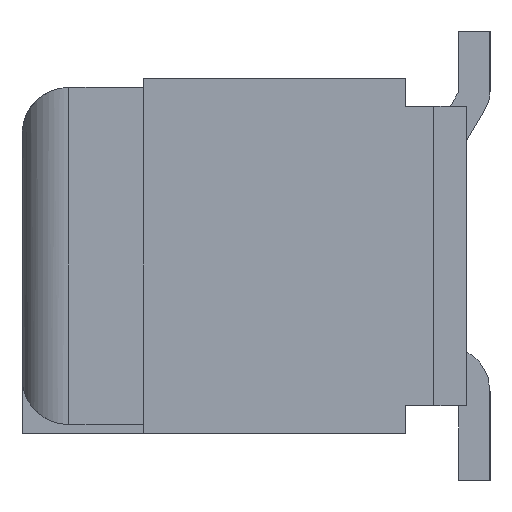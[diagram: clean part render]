
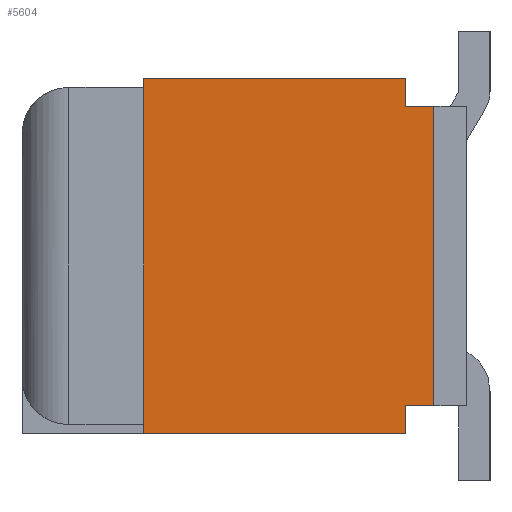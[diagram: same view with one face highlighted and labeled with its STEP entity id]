
A CAD part, left-side view. The second image highlights one B-rep face of the part: STEP entity #5604.
In plain terms, the highlighted planar face has unit normal (-1, 0, 0).
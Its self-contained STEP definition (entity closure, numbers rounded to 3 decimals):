
#2682=VERTEX_POINT('',#7906);
#2750=EDGE_CURVE('',#6110,#6872,#7984,.T.);
#2868=EDGE_CURVE('',#2682,#4984,#8112,.T.);
#3492=VERTEX_POINT('',#8780);
#3702=EDGE_CURVE('',#6872,#5266,#9004,.T.);
#4984=VERTEX_POINT('',#10383);
#5000=EDGE_CURVE('',#5598,#5648,#10401,.T.);
#5154=VERTEX_POINT('',#10570);
#5182=EDGE_CURVE('',#5756,#5154,#10600,.T.);
#5266=VERTEX_POINT('',#10691);
#5294=EDGE_CURVE('',#5756,#5598,#10721,.T.);
#5598=VERTEX_POINT('',#11051);
#5604=ADVANCED_FACE('',(#11057),#11058,.F.);
#5648=VERTEX_POINT('',#11111);
#5756=VERTEX_POINT('',#11228);
#6110=VERTEX_POINT('',#11618);
#6688=EDGE_CURVE('',#5266,#5154,#12254,.T.);
#6872=VERTEX_POINT('',#12454);
#7322=EDGE_CURVE('',#5648,#3492,#12938,.T.);
#7592=EDGE_CURVE('',#2682,#3492,#13230,.T.);
#7694=EDGE_CURVE('',#4984,#6110,#13353,.T.);
#7906=CARTESIAN_POINT('',(-7.5,0.9,-1.9));
#7984=LINE('',#13720,#13721);
#8112=LINE('',#13917,#13918);
#8780=CARTESIAN_POINT('',(-7.5,3.7,-1.9));
#9004=LINE('',#15251,#15252);
#10383=CARTESIAN_POINT('',(-7.5,0.9,-1.6));
#10401=LINE('',#17292,#17293);
#10570=CARTESIAN_POINT('',(-7.5,0.9,1.9));
#10600=LINE('',#17595,#17596);
#10691=CARTESIAN_POINT('',(-7.5,0.9,1.6));
#10721=LINE('',#17764,#17765);
#11051=CARTESIAN_POINT('',(-7.5,3.7,1.8));
#11057=FACE_OUTER_BOUND('',#18225,.T.);
#11058=PLANE('',#18226);
#11111=CARTESIAN_POINT('',(-7.5,3.7,-1.8));
#11228=CARTESIAN_POINT('',(-7.5,3.7,1.9));
#11618=CARTESIAN_POINT('',(-7.5,0.6,-1.6));
#12254=LINE('',#19959,#19960);
#12454=CARTESIAN_POINT('',(-7.5,0.6,1.6));
#12938=LINE('',#20982,#20983);
#13230=LINE('',#21401,#21402);
#13353=LINE('',#21566,#21567);
#13720=CARTESIAN_POINT('',(-7.5,0.6,0.0));
#13721=VECTOR('',#21927,1.0);
#13917=CARTESIAN_POINT('',(-7.5,0.9,-0.875));
#13918=VECTOR('',#22044,1.0);
#15251=CARTESIAN_POINT('',(-7.5,1.213,1.6));
#15252=VECTOR('',#22779,1.0);
#17292=CARTESIAN_POINT('',(-7.5,3.7,0.0));
#17293=VECTOR('',#24117,1.0);
#17595=CARTESIAN_POINT('',(-7.5,1.975,1.9));
#17596=VECTOR('',#24312,1.0);
#17764=CARTESIAN_POINT('',(-7.5,3.7,0.0));
#17765=VECTOR('',#24408,1.0);
#18225=EDGE_LOOP('',(#24756,#24757,#24758,#24759,#24760,#24761,#24762,#24763,#24764,#24765));
#18226=AXIS2_PLACEMENT_3D('',#24766,#24767,#24768);
#19959=CARTESIAN_POINT('',(-7.5,0.9,0.875));
#19960=VECTOR('',#26134,1.0);
#20982=CARTESIAN_POINT('',(-7.5,3.7,0.0));
#20983=VECTOR('',#26802,1.0);
#21401=CARTESIAN_POINT('',(-7.5,1.975,-1.9));
#21402=VECTOR('',#27076,1.0);
#21566=CARTESIAN_POINT('',(-7.5,1.213,-1.6));
#21567=VECTOR('',#27235,1.0);
#21927=DIRECTION('',(-0.0,0.0,1.0));
#22044=DIRECTION('',(-0.0,0.0,1.0));
#22779=DIRECTION('',(0.0,1.0,0.0));
#24117=DIRECTION('',(0.0,0.0,-1.0));
#24312=DIRECTION('',(0.0,-1.0,0.0));
#24408=DIRECTION('',(0.0,0.0,-1.0));
#24756=ORIENTED_EDGE('',*,*,#7694,.T.);
#24757=ORIENTED_EDGE('',*,*,#2750,.T.);
#24758=ORIENTED_EDGE('',*,*,#3702,.T.);
#24759=ORIENTED_EDGE('',*,*,#6688,.T.);
#24760=ORIENTED_EDGE('',*,*,#5182,.F.);
#24761=ORIENTED_EDGE('',*,*,#5294,.T.);
#24762=ORIENTED_EDGE('',*,*,#5000,.T.);
#24763=ORIENTED_EDGE('',*,*,#7322,.T.);
#24764=ORIENTED_EDGE('',*,*,#7592,.F.);
#24765=ORIENTED_EDGE('',*,*,#2868,.T.);
#24766=CARTESIAN_POINT('',(-7.5,1.975,0.0));
#24767=DIRECTION('',(1.0,0.0,0.0));
#24768=DIRECTION('',(0.0,0.0,-1.0));
#26134=DIRECTION('',(-0.0,0.0,1.0));
#26802=DIRECTION('',(0.0,0.0,-1.0));
#27076=DIRECTION('',(0.0,1.0,0.0));
#27235=DIRECTION('',(0.0,-1.0,0.0));
